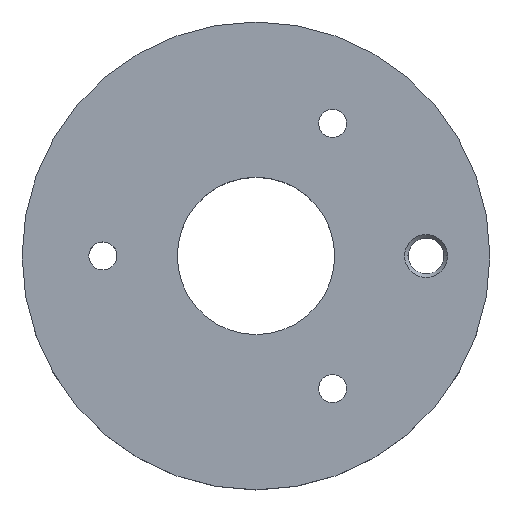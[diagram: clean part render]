
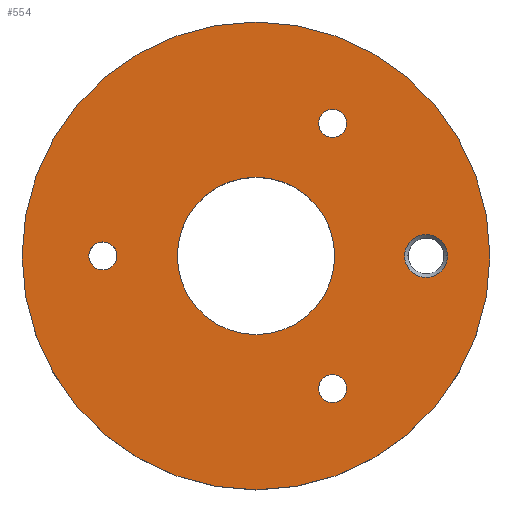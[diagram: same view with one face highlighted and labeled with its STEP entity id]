
A CAD part, top view. The second image highlights one B-rep face of the part: STEP entity #554.
In plain terms, the highlighted planar face has unit normal (0, 0, 1).
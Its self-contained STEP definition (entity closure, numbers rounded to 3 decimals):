
#5 = VERTEX_POINT ( 'NONE', #286 ) ;
#10 = CARTESIAN_POINT ( 'NONE',  ( 0., 0., 8. ) ) ;
#11 = CARTESIAN_POINT ( 'NONE',  ( -27.5, 0., 8. ) ) ;
#19 = EDGE_CURVE ( 'NONE', #481, #563, #616, .T. ) ;
#23 = CIRCLE ( 'NONE', #587, 1.65 ) ;
#27 = EDGE_CURVE ( 'NONE', #450, #68, #178, .T. ) ;
#28 = ORIENTED_EDGE ( 'NONE', *, *, #186, .F. ) ;
#31 = CARTESIAN_POINT ( 'NONE',  ( 9., -15.588, 8. ) ) ;
#38 = DIRECTION ( 'NONE',  ( 1., 0., 0. ) ) ;
#46 = ORIENTED_EDGE ( 'NONE', *, *, #529, .F. ) ;
#67 = ORIENTED_EDGE ( 'NONE', *, *, #171, .F. ) ;
#68 = VERTEX_POINT ( 'NONE', #146 ) ;
#73 = ORIENTED_EDGE ( 'NONE', *, *, #19, .F. ) ;
#95 = EDGE_CURVE ( 'NONE', #563, #481, #23, .T. ) ;
#98 = CARTESIAN_POINT ( 'NONE',  ( -16.35, 0., 8. ) ) ;
#112 = CIRCLE ( 'NONE', #568, 1.65 ) ;
#122 = DIRECTION ( 'NONE',  ( 0., 0., 1. ) ) ;
#124 = EDGE_CURVE ( 'NONE', #142, #179, #190, .T. ) ;
#136 = DIRECTION ( 'NONE',  ( 0., 0., 1. ) ) ;
#142 = VERTEX_POINT ( 'NONE', #543 ) ;
#145 = DIRECTION ( 'NONE',  ( 1., 0., 0. ) ) ;
#146 = CARTESIAN_POINT ( 'NONE',  ( 7.35, -15.588, 8. ) ) ;
#148 = DIRECTION ( 'NONE',  ( 0., 0., 1. ) ) ;
#149 = CIRCLE ( 'NONE', #630, 27.5 ) ;
#159 = ORIENTED_EDGE ( 'NONE', *, *, #391, .F. ) ;
#163 = CARTESIAN_POINT ( 'NONE',  ( 17.475, 0., 8. ) ) ;
#171 = EDGE_CURVE ( 'NONE', #522, #5, #272, .T. ) ;
#178 = CIRCLE ( 'NONE', #292, 1.65 ) ;
#179 = VERTEX_POINT ( 'NONE', #163 ) ;
#186 = EDGE_CURVE ( 'NONE', #227, #422, #482, .T. ) ;
#190 = CIRCLE ( 'NONE', #439, 2.525 ) ;
#191 = EDGE_LOOP ( 'NONE', ( #615, #67 ) ) ;
#197 = FACE_OUTER_BOUND ( 'NONE', #328, .T. ) ;
#200 = CARTESIAN_POINT ( 'NONE',  ( 20., 0., 8. ) ) ;
#203 = CARTESIAN_POINT ( 'NONE',  ( 9., 15.588, 8. ) ) ;
#207 = ORIENTED_EDGE ( 'NONE', *, *, #363, .F. ) ;
#218 = DIRECTION ( 'NONE',  ( 0., 0., 1. ) ) ;
#223 = DIRECTION ( 'NONE',  ( 0., 0., 1. ) ) ;
#227 = VERTEX_POINT ( 'NONE', #323 ) ;
#250 = DIRECTION ( 'NONE',  ( 1., 0., 0. ) ) ;
#260 = AXIS2_PLACEMENT_3D ( 'NONE', #429, #342, #38 ) ;
#270 = EDGE_CURVE ( 'NONE', #527, #625, #149, .T. ) ;
#272 = CIRCLE ( 'NONE', #331, 9.25 ) ;
#273 = CARTESIAN_POINT ( 'NONE',  ( 9., 15.588, 8. ) ) ;
#286 = CARTESIAN_POINT ( 'NONE',  ( 9.25, 0., 8. ) ) ;
#289 = ORIENTED_EDGE ( 'NONE', *, *, #95, .F. ) ;
#292 = AXIS2_PLACEMENT_3D ( 'NONE', #31, #303, #352 ) ;
#302 = EDGE_CURVE ( 'NONE', #625, #527, #416, .T. ) ;
#303 = DIRECTION ( 'NONE',  ( 0., 0., 1. ) ) ;
#308 = DIRECTION ( 'NONE',  ( 1., 0., 0. ) ) ;
#321 = DIRECTION ( 'NONE',  ( 1., 0., 0. ) ) ;
#323 = CARTESIAN_POINT ( 'NONE',  ( 7.35, 15.588, 8. ) ) ;
#328 = EDGE_LOOP ( 'NONE', ( #478, #383 ) ) ;
#329 = DIRECTION ( 'NONE',  ( 1., 0., 0. ) ) ;
#331 = AXIS2_PLACEMENT_3D ( 'NONE', #10, #459, #361 ) ;
#337 = AXIS2_PLACEMENT_3D ( 'NONE', #462, #463, #321 ) ;
#342 = DIRECTION ( 'NONE',  ( 0., 0., 1. ) ) ;
#348 = CIRCLE ( 'NONE', #405, 2.525 ) ;
#349 = EDGE_LOOP ( 'NONE', ( #524, #46 ) ) ;
#352 = DIRECTION ( 'NONE',  ( 1., 0., 0. ) ) ;
#357 = EDGE_LOOP ( 'NONE', ( #73, #289 ) ) ;
#360 = CARTESIAN_POINT ( 'NONE',  ( 27.5, 0., 8. ) ) ;
#361 = DIRECTION ( 'NONE',  ( 1., 0., 0. ) ) ;
#362 = CARTESIAN_POINT ( 'NONE',  ( 10.65, 15.588, 8. ) ) ;
#363 = EDGE_CURVE ( 'NONE', #422, #227, #112, .T. ) ;
#367 = FACE_BOUND ( 'NONE', #499, .T. ) ;
#370 = DIRECTION ( 'NONE',  ( 1., 0., 0. ) ) ;
#383 = ORIENTED_EDGE ( 'NONE', *, *, #270, .T. ) ;
#390 = FACE_BOUND ( 'NONE', #580, .T. ) ;
#391 = EDGE_CURVE ( 'NONE', #179, #142, #348, .T. ) ;
#394 = CARTESIAN_POINT ( 'NONE',  ( -18., 0., 8. ) ) ;
#395 = CARTESIAN_POINT ( 'NONE',  ( 0., 0., 8. ) ) ;
#398 = DIRECTION ( 'NONE',  ( 1., 0., 0. ) ) ;
#401 = CARTESIAN_POINT ( 'NONE',  ( 20., 0., 8. ) ) ;
#404 = AXIS2_PLACEMENT_3D ( 'NONE', #273, #122, #329 ) ;
#405 = AXIS2_PLACEMENT_3D ( 'NONE', #401, #148, #598 ) ;
#416 = CIRCLE ( 'NONE', #502, 27.5 ) ;
#418 = PLANE ( 'NONE',  #538 ) ;
#422 = VERTEX_POINT ( 'NONE', #362 ) ;
#428 = DIRECTION ( 'NONE',  ( 0., 0., 1. ) ) ;
#429 = CARTESIAN_POINT ( 'NONE',  ( -18., 0., 8. ) ) ;
#439 = AXIS2_PLACEMENT_3D ( 'NONE', #200, #500, #495 ) ;
#442 = DIRECTION ( 'NONE',  ( 0., 0., 1. ) ) ;
#450 = VERTEX_POINT ( 'NONE', #503 ) ;
#458 = FACE_BOUND ( 'NONE', #191, .T. ) ;
#459 = DIRECTION ( 'NONE',  ( 0., 0., 1. ) ) ;
#462 = CARTESIAN_POINT ( 'NONE',  ( 9., -15.588, 8. ) ) ;
#463 = DIRECTION ( 'NONE',  ( 0., 0., 1. ) ) ;
#478 = ORIENTED_EDGE ( 'NONE', *, *, #302, .T. ) ;
#481 = VERTEX_POINT ( 'NONE', #98 ) ;
#482 = CIRCLE ( 'NONE', #404, 1.65 ) ;
#489 = FACE_BOUND ( 'NONE', #349, .T. ) ;
#495 = DIRECTION ( 'NONE',  ( 1., 0., 0. ) ) ;
#496 = CARTESIAN_POINT ( 'NONE',  ( -9.25, 0., 8. ) ) ;
#499 = EDGE_LOOP ( 'NONE', ( #207, #28 ) ) ;
#500 = DIRECTION ( 'NONE',  ( 0., 0., 1. ) ) ;
#502 = AXIS2_PLACEMENT_3D ( 'NONE', #395, #428, #145 ) ;
#503 = CARTESIAN_POINT ( 'NONE',  ( 10.65, -15.588, 8. ) ) ;
#522 = VERTEX_POINT ( 'NONE', #496 ) ;
#524 = ORIENTED_EDGE ( 'NONE', *, *, #27, .F. ) ;
#527 = VERTEX_POINT ( 'NONE', #360 ) ;
#529 = EDGE_CURVE ( 'NONE', #68, #450, #600, .T. ) ;
#538 = AXIS2_PLACEMENT_3D ( 'NONE', #612, #223, #370 ) ;
#543 = CARTESIAN_POINT ( 'NONE',  ( 22.525, 0., 8. ) ) ;
#551 = DIRECTION ( 'NONE',  ( 0., 0., 1. ) ) ;
#554 = ADVANCED_FACE ( 'NONE', ( #390, #623, #489, #367, #458, #197 ), #418, .T. ) ;
#556 = ORIENTED_EDGE ( 'NONE', *, *, #124, .F. ) ;
#560 = CARTESIAN_POINT ( 'NONE',  ( -19.65, 0., 8. ) ) ;
#563 = VERTEX_POINT ( 'NONE', #560 ) ;
#565 = CARTESIAN_POINT ( 'NONE',  ( 0., 0., 8. ) ) ;
#568 = AXIS2_PLACEMENT_3D ( 'NONE', #203, #551, #308 ) ;
#569 = CIRCLE ( 'NONE', #611, 9.25 ) ;
#576 = EDGE_CURVE ( 'NONE', #5, #522, #569, .T. ) ;
#580 = EDGE_LOOP ( 'NONE', ( #556, #159 ) ) ;
#581 = CARTESIAN_POINT ( 'NONE',  ( 0., 0., 8. ) ) ;
#587 = AXIS2_PLACEMENT_3D ( 'NONE', #394, #442, #398 ) ;
#598 = DIRECTION ( 'NONE',  ( 1., 0., 0. ) ) ;
#600 = CIRCLE ( 'NONE', #337, 1.65 ) ;
#609 = DIRECTION ( 'NONE',  ( 1., 0., 0. ) ) ;
#611 = AXIS2_PLACEMENT_3D ( 'NONE', #565, #218, #609 ) ;
#612 = CARTESIAN_POINT ( 'NONE',  ( 0., 0., 8. ) ) ;
#615 = ORIENTED_EDGE ( 'NONE', *, *, #576, .F. ) ;
#616 = CIRCLE ( 'NONE', #260, 1.65 ) ;
#623 = FACE_BOUND ( 'NONE', #357, .T. ) ;
#625 = VERTEX_POINT ( 'NONE', #11 ) ;
#630 = AXIS2_PLACEMENT_3D ( 'NONE', #581, #136, #250 ) ;
